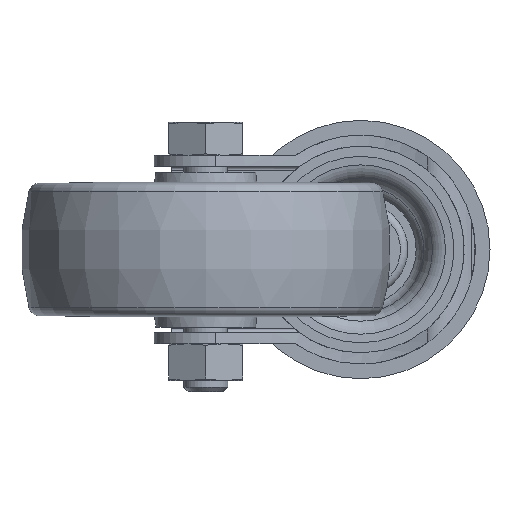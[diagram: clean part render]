
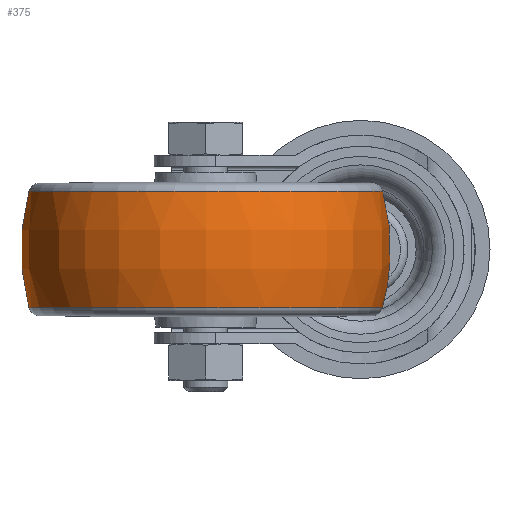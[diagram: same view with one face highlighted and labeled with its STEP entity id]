
A CAD part, front view. The second image highlights one B-rep face of the part: STEP entity #375.
In plain terms, the highlighted free-form (B-spline) face has degree [3, 3] with [4, 7] control points.
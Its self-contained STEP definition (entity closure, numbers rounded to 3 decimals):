
#375 = ADVANCED_FACE( '', ( #771, #772 ), #773, .T. );
#771 = FACE_OUTER_BOUND( '', #1220, .T. );
#772 = FACE_OUTER_BOUND( '', #1221, .T. );
#773 = ( BOUNDED_SURFACE(  )B_SPLINE_SURFACE( 3, 3, ( ( #1224, #1225, #1226, #1227, #1228, #1229, #1230 ), ( #1231, #1232, #1233, #1234, #1235, #1236, #1237 ), ( #1238, #1239, #1240, #1241, #1242, #1243, #1244 ), ( #1245, #1246, #1247, #1248, #1249, #1250, #1251 ) ), .UNSPECIFIED., .F., .T., .F. )B_SPLINE_SURFACE_WITH_KNOTS( ( 4, 4 ), ( 4, 3, 4 ), ( 0., 6.283 ), ( -0.266, 0., 0.266 ), .UNSPECIFIED. )GEOMETRIC_REPRESENTATION_ITEM(  )RATIONAL_B_SPLINE_SURFACE( ( ( 1., 0.333, 0.333, 1., 0.333, 0.333, 1. ), ( 0.977, 0.326, 0.326, 0.977, 0.326, 0.326, 0.977 ), ( 0.977, 0.326, 0.326, 0.977, 0.326, 0.326, 0.977 ), ( 1., 0.333, 0.333, 1., 0.333, 0.333, 1. ) ) )REPRESENTATION_ITEM( '' )SURFACE(  ) );
#1220 = EDGE_LOOP( '', ( #1973 ) );
#1221 = EDGE_LOOP( '', ( #1974 ) );
#1224 = CARTESIAN_POINT( '', ( 18.395, 0., -23.943 ) );
#1225 = CARTESIAN_POINT( '', ( 18.395, 47.885, -23.943 ) );
#1226 = CARTESIAN_POINT( '', ( 18.395, 47.885, 23.943 ) );
#1227 = CARTESIAN_POINT( '', ( 18.395, 0., 23.943 ) );
#1228 = CARTESIAN_POINT( '', ( 18.395, -47.885, 23.943 ) );
#1229 = CARTESIAN_POINT( '', ( 18.395, -47.885, -23.943 ) );
#1230 = CARTESIAN_POINT( '', ( 18.395, 0., -23.943 ) );
#1231 = CARTESIAN_POINT( '', ( 13.195, 0., -25.361 ) );
#1232 = CARTESIAN_POINT( '', ( 13.195, 50.722, -25.361 ) );
#1233 = CARTESIAN_POINT( '', ( 13.195, 50.722, 25.361 ) );
#1234 = CARTESIAN_POINT( '', ( 13.195, 0., 25.361 ) );
#1235 = CARTESIAN_POINT( '', ( 13.195, -50.722, 25.361 ) );
#1236 = CARTESIAN_POINT( '', ( 13.195, -50.722, -25.361 ) );
#1237 = CARTESIAN_POINT( '', ( 13.195, 0., -25.361 ) );
#1238 = CARTESIAN_POINT( '', ( 7.805, 0., -25.361 ) );
#1239 = CARTESIAN_POINT( '', ( 7.805, 50.722, -25.361 ) );
#1240 = CARTESIAN_POINT( '', ( 7.805, 50.722, 25.361 ) );
#1241 = CARTESIAN_POINT( '', ( 7.805, 0., 25.361 ) );
#1242 = CARTESIAN_POINT( '', ( 7.805, -50.722, 25.361 ) );
#1243 = CARTESIAN_POINT( '', ( 7.805, -50.722, -25.361 ) );
#1244 = CARTESIAN_POINT( '', ( 7.805, 0., -25.361 ) );
#1245 = CARTESIAN_POINT( '', ( 2.605, 0., -23.943 ) );
#1246 = CARTESIAN_POINT( '', ( 2.605, 47.885, -23.943 ) );
#1247 = CARTESIAN_POINT( '', ( 2.605, 47.885, 23.943 ) );
#1248 = CARTESIAN_POINT( '', ( 2.605, 0., 23.943 ) );
#1249 = CARTESIAN_POINT( '', ( 2.605, -47.885, 23.943 ) );
#1250 = CARTESIAN_POINT( '', ( 2.605, -47.885, -23.943 ) );
#1251 = CARTESIAN_POINT( '', ( 2.605, 0., -23.943 ) );
#1973 = ORIENTED_EDGE( '', *, *, #2605, .T. );
#1974 = ORIENTED_EDGE( '', *, *, #2480, .F. );
#2480 = EDGE_CURVE( '', #2873, #2873, #2874, .T. );
#2605 = EDGE_CURVE( '', #3055, #3055, #3056, .T. );
#2873 = VERTEX_POINT( '', #3488 );
#2874 = CIRCLE( '', #3489, 23.943 );
#3055 = VERTEX_POINT( '', #3843 );
#3056 = CIRCLE( '', #3844, 23.943 );
#3488 = CARTESIAN_POINT( '', ( 18.395, 0., -23.943 ) );
#3489 = AXIS2_PLACEMENT_3D( '', #4206, #4207, #4208 );
#3843 = CARTESIAN_POINT( '', ( 2.605, 0., -23.943 ) );
#3844 = AXIS2_PLACEMENT_3D( '', #4340, #4341, #4342 );
#4206 = CARTESIAN_POINT( '', ( 18.395, 0., 0. ) );
#4207 = DIRECTION( '', ( 1., 0., 0. ) );
#4208 = DIRECTION( '', ( 0., 0., -1. ) );
#4340 = CARTESIAN_POINT( '', ( 2.605, 0., 0. ) );
#4341 = DIRECTION( '', ( 1., 0., 0. ) );
#4342 = DIRECTION( '', ( 0., 0., -1. ) );
